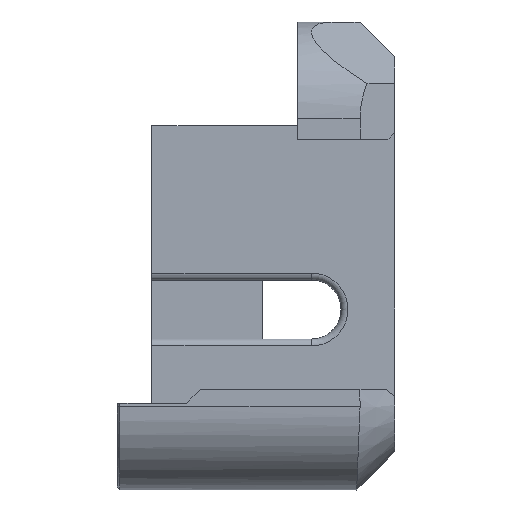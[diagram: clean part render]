
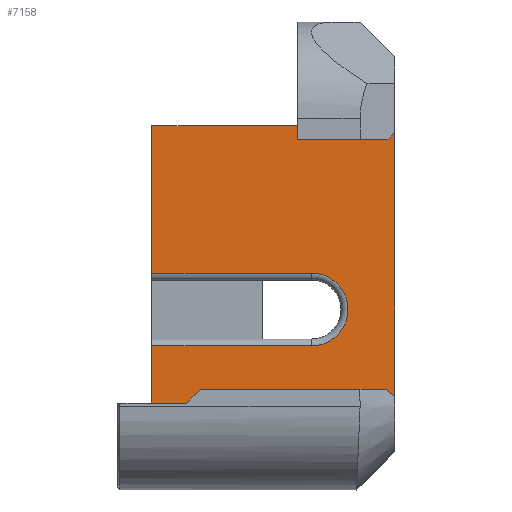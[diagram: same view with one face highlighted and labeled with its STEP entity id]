
A CAD part, left-side view. The second image highlights one B-rep face of the part: STEP entity #7158.
In plain terms, the highlighted planar face has unit normal (-1, 0, 0).
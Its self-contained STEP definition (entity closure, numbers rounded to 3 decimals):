
#471=PLANE('',#7762);
#824=FACE_OUTER_BOUND('',#1234,.T.);
#1234=EDGE_LOOP('',(#6372,#6373,#6374,#6375,#6376,#6377,#6378,#6379,#6380));
#1544=LINE('',#10587,#2344);
#1681=LINE('',#10883,#2481);
#1693=LINE('',#10912,#2493);
#1711=LINE('',#10957,#2511);
#1878=LINE('',#11684,#2678);
#1887=LINE('',#11700,#2687);
#1890=LINE('',#11705,#2690);
#1976=LINE('',#11930,#2776);
#2344=VECTOR('',#8469,10.);
#2481=VECTOR('',#8716,10.);
#2493=VECTOR('',#8734,10.);
#2511=VECTOR('',#8772,10.);
#2678=VECTOR('',#9175,10.);
#2687=VECTOR('',#9190,10.);
#2690=VECTOR('',#9197,10.);
#2776=VECTOR('',#9443,10.);
#3062=CIRCLE('',#7763,5.25);
#3282=VERTEX_POINT('',#10584);
#3283=VERTEX_POINT('',#10586);
#3386=VERTEX_POINT('',#10880);
#3387=VERTEX_POINT('',#10882);
#3400=VERTEX_POINT('',#10909);
#3401=VERTEX_POINT('',#10911);
#3418=VERTEX_POINT('',#10955);
#3477=VERTEX_POINT('',#11270);
#3638=VERTEX_POINT('',#11928);
#4039=EDGE_CURVE('',#3282,#3283,#1544,.T.);
#4186=EDGE_CURVE('',#3386,#3387,#1681,.T.);
#4201=EDGE_CURVE('',#3400,#3401,#1693,.T.);
#4225=EDGE_CURVE('',#3418,#3386,#1711,.T.);
#4459=EDGE_CURVE('',#3477,#3282,#1878,.T.);
#4468=EDGE_CURVE('',#3400,#3283,#1887,.T.);
#4471=EDGE_CURVE('',#3387,#3477,#1890,.T.);
#4582=EDGE_CURVE('',#3638,#3418,#3062,.T.);
#4583=EDGE_CURVE('',#3401,#3638,#1976,.T.);
#6372=ORIENTED_EDGE('',*,*,#4225,.F.);
#6373=ORIENTED_EDGE('',*,*,#4582,.F.);
#6374=ORIENTED_EDGE('',*,*,#4583,.F.);
#6375=ORIENTED_EDGE('',*,*,#4201,.F.);
#6376=ORIENTED_EDGE('',*,*,#4468,.T.);
#6377=ORIENTED_EDGE('',*,*,#4039,.F.);
#6378=ORIENTED_EDGE('',*,*,#4459,.F.);
#6379=ORIENTED_EDGE('',*,*,#4471,.F.);
#6380=ORIENTED_EDGE('',*,*,#4186,.F.);
#7158=ADVANCED_FACE('',(#824),#471,.T.);
#7762=AXIS2_PLACEMENT_3D('',#11927,#9439,#9440);
#7763=AXIS2_PLACEMENT_3D('',#11929,#9441,#9442);
#8469=DIRECTION('',(0.,0.,-1.));
#8716=DIRECTION('',(0.,0.,1.));
#8734=DIRECTION('',(0.,0.,1.));
#8772=DIRECTION('',(0.,1.,0.));
#9175=DIRECTION('',(0.,-1.,0.));
#9190=DIRECTION('',(0.,-1.,0.));
#9197=DIRECTION('',(0.,-1.,0.));
#9439=DIRECTION('center_axis',(-1.,0.,0.));
#9440=DIRECTION('ref_axis',(0.,0.,-1.));
#9441=DIRECTION('center_axis',(-1.,0.,0.));
#9442=DIRECTION('ref_axis',(0.,-1.,0.));
#9443=DIRECTION('',(0.,-1.,0.));
#10584=CARTESIAN_POINT('',(131.217,-154.43,102.75));
#10586=CARTESIAN_POINT('',(131.217,-154.43,62.75));
#10587=CARTESIAN_POINT('',(131.217,-154.43,102.75));
#10880=CARTESIAN_POINT('',(131.217,-119.43,81.5));
#10882=CARTESIAN_POINT('',(131.217,-119.43,102.75));
#10883=CARTESIAN_POINT('',(131.217,-119.43,62.75));
#10909=CARTESIAN_POINT('',(131.217,-119.43,62.75));
#10911=CARTESIAN_POINT('',(131.217,-119.43,71.));
#10912=CARTESIAN_POINT('',(131.217,-119.43,62.75));
#10955=CARTESIAN_POINT('',(131.217,-142.43,81.5));
#10957=CARTESIAN_POINT('',(131.217,-136.43,81.5));
#11270=CARTESIAN_POINT('',(131.217,-140.43,102.75));
#11684=CARTESIAN_POINT('',(131.217,-153.43,102.75));
#11700=CARTESIAN_POINT('',(131.217,-153.43,62.75));
#11705=CARTESIAN_POINT('',(131.217,-153.43,102.75));
#11927=CARTESIAN_POINT('Origin',(131.217,-153.43,102.75));
#11928=CARTESIAN_POINT('',(131.217,-142.43,71.));
#11929=CARTESIAN_POINT('Origin',(131.217,-142.43,76.25));
#11930=CARTESIAN_POINT('',(131.217,-145.43,71.));
